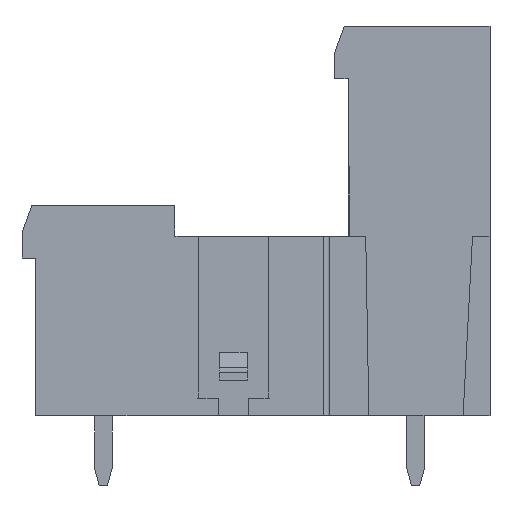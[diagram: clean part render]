
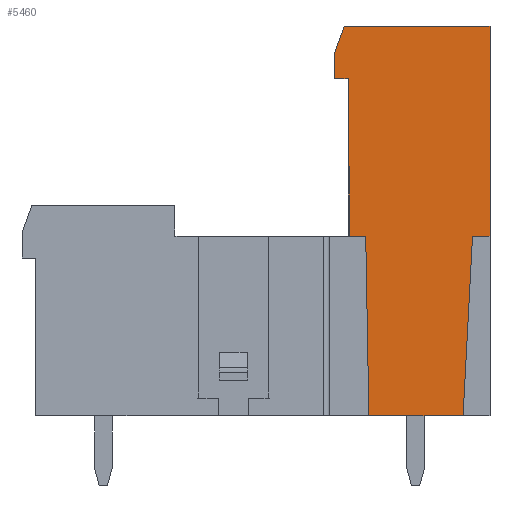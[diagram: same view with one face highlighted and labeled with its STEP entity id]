
A CAD part, left-side view. The second image highlights one B-rep face of the part: STEP entity #5460.
In plain terms, the highlighted planar face has unit normal (-1, 0, 0).
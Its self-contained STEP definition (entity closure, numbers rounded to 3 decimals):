
#16 = EDGE_CURVE ( 'NONE', #8286, #2516, #2039, .T. ) ;
#145 = CARTESIAN_POINT ( 'NONE',  ( -3.3, -20.555, 10.243 ) ) ;
#465 = LINE ( 'NONE', #11601, #10415 ) ;
#486 = CARTESIAN_POINT ( 'NONE',  ( -3.3, -14.479, 10.243 ) ) ;
#492 = CARTESIAN_POINT ( 'NONE',  ( -3.3, -21.248, 23.479 ) ) ;
#786 = LINE ( 'NONE', #12180, #10431 ) ;
#873 = CARTESIAN_POINT ( 'NONE',  ( -3.3, -12.492, 22.195 ) ) ;
#924 = VECTOR ( 'NONE', #11108, 1000. ) ;
#1034 = VECTOR ( 'NONE', #9317, 1000. ) ;
#1132 = CARTESIAN_POINT ( 'NONE',  ( -3.3, -12.492, 23.938 ) ) ;
#1326 = LINE ( 'NONE', #3541, #1034 ) ;
#1347 = EDGE_CURVE ( 'NONE', #2516, #3359, #8479, .T. ) ;
#1405 = CARTESIAN_POINT ( 'NONE',  ( -3.3, -20.02, 0.034 ) ) ;
#1516 = VECTOR ( 'NONE', #5922, 1000. ) ;
#2039 = LINE ( 'NONE', #10719, #12014 ) ;
#2115 = DIRECTION ( 'NONE',  ( -1., 0., 0. ) ) ;
#2245 = EDGE_CURVE ( 'NONE', #9646, #8083, #786, .T. ) ;
#2275 = ORIENTED_EDGE ( 'NONE', *, *, #7291, .F. ) ;
#2474 = ORIENTED_EDGE ( 'NONE', *, *, #7490, .F. ) ;
#2505 = ORIENTED_EDGE ( 'NONE', *, *, #5192, .T. ) ;
#2516 = VERTEX_POINT ( 'NONE', #6542 ) ;
#2545 = LINE ( 'NONE', #4708, #12519 ) ;
#2623 = EDGE_CURVE ( 'NONE', #8083, #9050, #465, .T. ) ;
#2835 = LINE ( 'NONE', #873, #7655 ) ;
#3188 = EDGE_CURVE ( 'NONE', #9646, #11938, #6025, .T. ) ;
#3359 = VERTEX_POINT ( 'NONE', #10432 ) ;
#3541 = CARTESIAN_POINT ( 'NONE',  ( -3.3, -13.483, 19.207 ) ) ;
#3543 = EDGE_CURVE ( 'NONE', #9050, #5797, #9188, .T. ) ;
#3650 = VECTOR ( 'NONE', #10066, 1000. ) ;
#3757 = DIRECTION ( 'NONE',  ( 0., -1., 0. ) ) ;
#3852 = ORIENTED_EDGE ( 'NONE', *, *, #2245, .F. ) ;
#4191 = ORIENTED_EDGE ( 'NONE', *, *, #4389, .F. ) ;
#4218 = CARTESIAN_POINT ( 'NONE',  ( -3.3, -13.254, 22.195 ) ) ;
#4274 = CARTESIAN_POINT ( 'NONE',  ( -3.3, -12.691, 20.649 ) ) ;
#4389 = EDGE_CURVE ( 'NONE', #6934, #9953, #8433, .T. ) ;
#4627 = DIRECTION ( 'NONE',  ( 0., 1., 0. ) ) ;
#4708 = CARTESIAN_POINT ( 'NONE',  ( -3.3, 4.291, 10.243 ) ) ;
#4733 = ORIENTED_EDGE ( 'NONE', *, *, #3188, .T. ) ;
#4988 = DIRECTION ( 'NONE',  ( 0., 1., 0. ) ) ;
#5055 = VECTOR ( 'NONE', #5171, 1000. ) ;
#5171 = DIRECTION ( 'NONE',  ( 0., -0.342, 0.94 ) ) ;
#5192 = EDGE_CURVE ( 'NONE', #8286, #5797, #1326, .T. ) ;
#5460 = ADVANCED_FACE ( 'NONE', ( #12506 ), #7880, .T. ) ;
#5797 = VERTEX_POINT ( 'NONE', #11135 ) ;
#5922 = DIRECTION ( 'NONE',  ( 0., 1., 0. ) ) ;
#6025 = LINE ( 'NONE', #492, #924 ) ;
#6166 = VECTOR ( 'NONE', #9488, 1000. ) ;
#6542 = CARTESIAN_POINT ( 'NONE',  ( -3.3, -12.691, 19.207 ) ) ;
#6850 = CARTESIAN_POINT ( 'NONE',  ( -3.3, 4.291, 10.243 ) ) ;
#6904 = CARTESIAN_POINT ( 'NONE',  ( -3.3, -13.254, 22.195 ) ) ;
#6934 = VERTEX_POINT ( 'NONE', #10403 ) ;
#6994 = CARTESIAN_POINT ( 'NONE',  ( -3.3, -13.483, 19.207 ) ) ;
#7013 = ORIENTED_EDGE ( 'NONE', *, *, #1347, .F. ) ;
#7291 = EDGE_CURVE ( 'NONE', #3359, #7635, #10220, .T. ) ;
#7366 = ORIENTED_EDGE ( 'NONE', *, *, #7472, .F. ) ;
#7472 = EDGE_CURVE ( 'NONE', #7635, #6934, #2835, .T. ) ;
#7490 = EDGE_CURVE ( 'NONE', #9953, #11938, #2545, .T. ) ;
#7635 = VERTEX_POINT ( 'NONE', #6904 ) ;
#7655 = VECTOR ( 'NONE', #3757, 1000. ) ;
#7880 = PLANE ( 'NONE',  #12137 ) ;
#8083 = VERTEX_POINT ( 'NONE', #9512 ) ;
#8286 = VERTEX_POINT ( 'NONE', #6994 ) ;
#8321 = ORIENTED_EDGE ( 'NONE', *, *, #2623, .F. ) ;
#8433 = LINE ( 'NONE', #12385, #6166 ) ;
#8479 = LINE ( 'NONE', #4274, #3650 ) ;
#8613 = DIRECTION ( 'NONE',  ( 0., 1., 0. ) ) ;
#8834 = DIRECTION ( 'NONE',  ( 0., -1., 0. ) ) ;
#8914 = ORIENTED_EDGE ( 'NONE', *, *, #16, .F. ) ;
#9050 = VERTEX_POINT ( 'NONE', #486 ) ;
#9188 = LINE ( 'NONE', #6850, #1516 ) ;
#9317 = DIRECTION ( 'NONE',  ( 0., -0.009, -1. ) ) ;
#9488 = DIRECTION ( 'NONE',  ( 0., 0., -1. ) ) ;
#9512 = CARTESIAN_POINT ( 'NONE',  ( -3.3, -14.657, 0.034 ) ) ;
#9646 = VERTEX_POINT ( 'NONE', #1405 ) ;
#9677 = DIRECTION ( 'NONE',  ( 0., 0.017, 1. ) ) ;
#9953 = VERTEX_POINT ( 'NONE', #11412 ) ;
#10066 = DIRECTION ( 'NONE',  ( 0., 0., 1. ) ) ;
#10220 = LINE ( 'NONE', #4218, #5055 ) ;
#10403 = CARTESIAN_POINT ( 'NONE',  ( -3.3, -21.551, 22.195 ) ) ;
#10415 = VECTOR ( 'NONE', #9677, 1000. ) ;
#10431 = VECTOR ( 'NONE', #4627, 1000. ) ;
#10432 = CARTESIAN_POINT ( 'NONE',  ( -3.3, -12.691, 20.649 ) ) ;
#10719 = CARTESIAN_POINT ( 'NONE',  ( -3.3, -12.691, 19.207 ) ) ;
#11108 = DIRECTION ( 'NONE',  ( 0., -0.052, 0.999 ) ) ;
#11135 = CARTESIAN_POINT ( 'NONE',  ( -3.3, -13.561, 10.243 ) ) ;
#11412 = CARTESIAN_POINT ( 'NONE',  ( -3.3, -21.551, 10.243 ) ) ;
#11601 = CARTESIAN_POINT ( 'NONE',  ( -3.3, -14.479, 10.243 ) ) ;
#11817 = EDGE_LOOP ( 'NONE', ( #12147, #8321, #3852, #4733, #2474, #4191, #7366, #2275, #7013, #8914, #2505 ) ) ;
#11938 = VERTEX_POINT ( 'NONE', #145 ) ;
#12014 = VECTOR ( 'NONE', #4988, 1000. ) ;
#12137 = AXIS2_PLACEMENT_3D ( 'NONE', #1132, #2115, #8834 ) ;
#12147 = ORIENTED_EDGE ( 'NONE', *, *, #3543, .F. ) ;
#12180 = CARTESIAN_POINT ( 'NONE',  ( -3.3, -20.555, 0.034 ) ) ;
#12385 = CARTESIAN_POINT ( 'NONE',  ( -3.3, -21.551, 23.938 ) ) ;
#12506 = FACE_OUTER_BOUND ( 'NONE', #11817, .T. ) ;
#12519 = VECTOR ( 'NONE', #8613, 1000. ) ;
